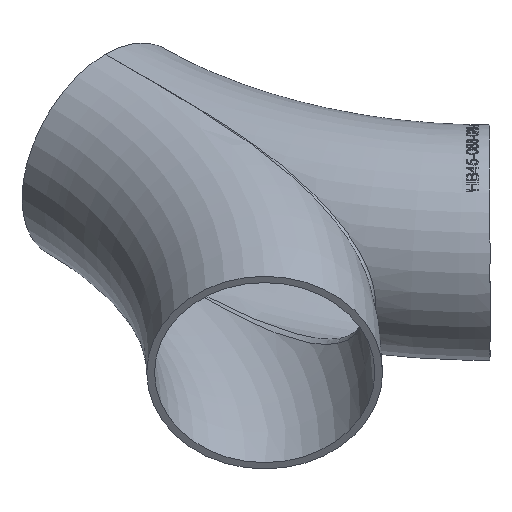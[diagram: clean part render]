
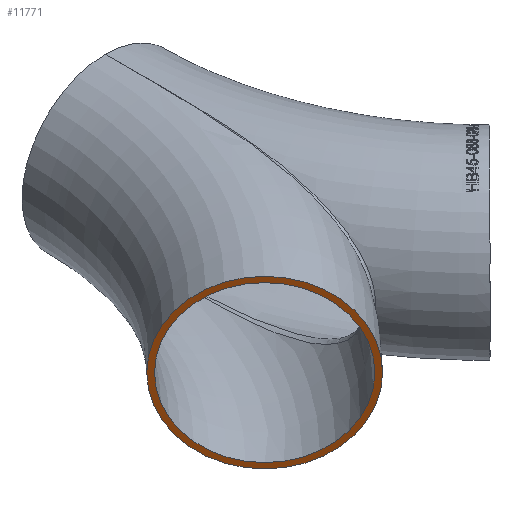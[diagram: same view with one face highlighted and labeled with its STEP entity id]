
A CAD part, isometric view. The second image highlights one B-rep face of the part: STEP entity #11771.
In plain terms, the highlighted planar face has unit normal (-0.707, -0.707, 0).
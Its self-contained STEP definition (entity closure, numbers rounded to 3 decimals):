
#2490 = DIRECTION ( 'NONE',  ( -0.707, 0.707, 0. ) ) ;
#3170 = EDGE_LOOP ( 'NONE', ( #5073 ) ) ;
#3833 = CARTESIAN_POINT ( 'NONE',  ( -89.423, -115.577, 0. ) ) ;
#4235 = AXIS2_PLACEMENT_3D ( 'NONE', #10869, #25822, #13733 ) ;
#5073 = ORIENTED_EDGE ( 'NONE', *, *, #20530, .F. ) ;
#5564 = PLANE ( 'NONE',  #16629 ) ;
#7666 = DIRECTION ( 'NONE',  ( 0., 0., 1. ) ) ;
#8996 = CARTESIAN_POINT ( 'NONE',  ( -60.043, -144.957, 0. ) ) ;
#9950 = FACE_OUTER_BOUND ( 'NONE', #3170, .T. ) ;
#10807 = ORIENTED_EDGE ( 'NONE', *, *, #12307, .T. ) ;
#10869 = CARTESIAN_POINT ( 'NONE',  ( -60.043, -144.957, 0. ) ) ;
#11444 = DIRECTION ( 'NONE',  ( 0.707, 0.707, 0. ) ) ;
#11771 = ADVANCED_FACE ( 'NONE', ( #12071, #9950 ), #5564, .F. ) ;
#12071 = FACE_BOUND ( 'NONE', #21820, .T. ) ;
#12307 = EDGE_CURVE ( 'NONE', #15511, #15511, #17588, .T. ) ;
#13523 = CARTESIAN_POINT ( 'NONE',  ( -60.043, -144.957, 44.45 ) ) ;
#13733 = DIRECTION ( 'NONE',  ( 0., 0., 1. ) ) ;
#15511 = VERTEX_POINT ( 'NONE', #3833 ) ;
#16629 = AXIS2_PLACEMENT_3D ( 'NONE', #21318, #16786, #7666 ) ;
#16786 = DIRECTION ( 'NONE',  ( 0.707, 0.707, 0. ) ) ;
#17304 = CIRCLE ( 'NONE', #4235, 44.45 ) ;
#17588 = CIRCLE ( 'NONE', #19042, 41.55 ) ;
#19042 = AXIS2_PLACEMENT_3D ( 'NONE', #8996, #11444, #2490 ) ;
#20530 = EDGE_CURVE ( 'NONE', #22459, #22459, #17304, .T. ) ;
#21318 = CARTESIAN_POINT ( 'NONE',  ( -60.043, -144.957, 0. ) ) ;
#21820 = EDGE_LOOP ( 'NONE', ( #10807 ) ) ;
#22459 = VERTEX_POINT ( 'NONE', #13523 ) ;
#25822 = DIRECTION ( 'NONE',  ( 0.707, 0.707, 0. ) ) ;
